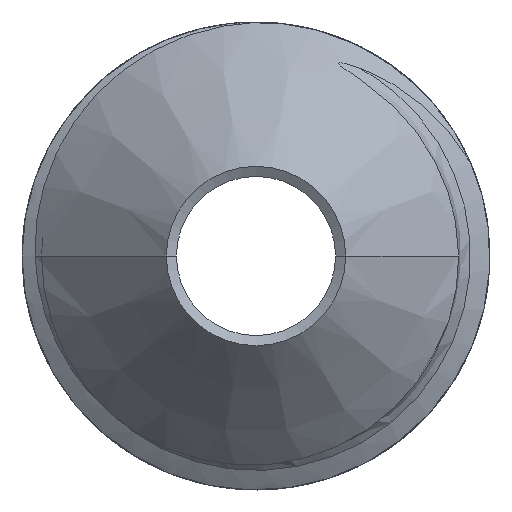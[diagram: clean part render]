
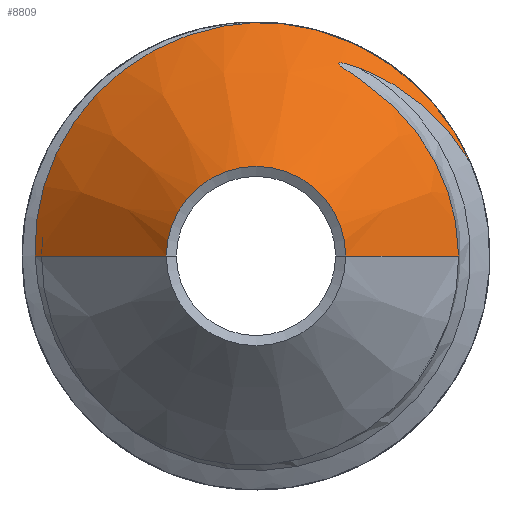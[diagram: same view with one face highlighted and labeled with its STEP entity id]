
A CAD part, left-side view. The second image highlights one B-rep face of the part: STEP entity #8809.
In plain terms, the highlighted conical face has half-angle 45 degrees and reference radius 1.038 mm.
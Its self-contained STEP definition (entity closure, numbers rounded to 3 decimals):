
#1732=CARTESIAN_POINT('',(0.925,0.,0.));
#1733=DIRECTION('',(1.,0.,0.));
#1734=DIRECTION('',(0.,-0.094,0.996));
#1735=AXIS2_PLACEMENT_3D('',#1732,#1733,#1734);
#4287=CARTESIAN_POINT('',(0.841,1.416,0.));
#4288=CARTESIAN_POINT('',(0.844,1.419,
0.087));
#4289=CARTESIAN_POINT('',(0.85,1.409,
0.263));
#4290=CARTESIAN_POINT('',(0.86,1.345,
0.521));
#4291=CARTESIAN_POINT('',(0.869,1.235,
0.763));
#4292=CARTESIAN_POINT('',(0.878,1.081,
0.984));
#4293=CARTESIAN_POINT('',(0.888,0.889,
1.172));
#4294=CARTESIAN_POINT('',(0.897,0.658,
1.327));
#4295=CARTESIAN_POINT('',(0.907,0.401,
1.435));
#4296=CARTESIAN_POINT('',(0.916,0.131,
1.493));
#4297=CARTESIAN_POINT('',(0.922,-0.051,
1.499));
#4298=CARTESIAN_POINT('',(0.925,-0.141,1.493));
#4305=DIRECTION('',(0.707,0.707,0.));
#4306=VECTOR('',#4305,1.189);
#4307=CARTESIAN_POINT('',(0.,0.575,0.));
#4308=LINE('',#4307,#4306);
#4309=DIRECTION('',(0.707,-0.707,0.));
#4310=VECTOR('',#4309,1.024);
#4311=CARTESIAN_POINT('',(0.,-0.575,0.));
#4312=LINE('',#4311,#4310);
#4313=CARTESIAN_POINT('',(0.,0.,0.));
#4314=DIRECTION('',(1.,0.,0.));
#4315=DIRECTION('',(0.,1.,0.));
#4316=AXIS2_PLACEMENT_3D('',#4313,#4314,#4315);
#4318=CARTESIAN_POINT('',(0.925,-1.377,0.595));
#4319=CARTESIAN_POINT('',(0.915,-1.334,
0.667));
#4320=CARTESIAN_POINT('',(0.894,-1.239,
0.802));
#4321=CARTESIAN_POINT('',(0.863,-1.065,
0.975));
#4322=CARTESIAN_POINT('',(0.831,-0.871,
1.112));
#4323=CARTESIAN_POINT('',(0.81,-0.73,
1.18));
#4324=CARTESIAN_POINT('',(0.8,-0.658,1.208));
#5156=CARTESIAN_POINT('',(0.8,-0.658,1.208));
#5157=CARTESIAN_POINT('',(0.799,-0.654,
1.209));
#5158=CARTESIAN_POINT('',(0.798,-0.646,
1.212));
#5159=CARTESIAN_POINT('',(0.797,-0.635,
1.216));
#5160=CARTESIAN_POINT('',(0.795,-0.624,
1.219));
#5161=CARTESIAN_POINT('',(0.793,-0.614,
1.223));
#5162=CARTESIAN_POINT('',(0.792,-0.605,
1.226));
#5163=CARTESIAN_POINT('',(0.79,-0.595,
1.228));
#5164=CARTESIAN_POINT('',(0.788,-0.586,
1.231));
#5165=CARTESIAN_POINT('',(0.786,-0.578,
1.233));
#5166=CARTESIAN_POINT('',(0.784,-0.57,
1.234));
#5167=CARTESIAN_POINT('',(0.783,-0.562,
1.236));
#5168=CARTESIAN_POINT('',(0.781,-0.555,
1.237));
#5169=CARTESIAN_POINT('',(0.779,-0.549,
1.237));
#5170=CARTESIAN_POINT('',(0.776,-0.542,
1.238));
#5171=CARTESIAN_POINT('',(0.774,-0.537,
1.238));
#5172=CARTESIAN_POINT('',(0.771,-0.532,
1.236));
#5173=CARTESIAN_POINT('',(0.767,-0.529,
1.233));
#5174=CARTESIAN_POINT('',(0.764,-0.53,
1.229));
#5175=CARTESIAN_POINT('',(0.761,-0.534,
1.224));
#5176=CARTESIAN_POINT('',(0.759,-0.539,
1.22));
#5177=CARTESIAN_POINT('',(0.757,-0.543,
1.216));
#5178=CARTESIAN_POINT('',(0.755,-0.549,
1.212));
#5179=CARTESIAN_POINT('',(0.754,-0.555,
1.208));
#5180=CARTESIAN_POINT('',(0.753,-0.561,
1.203));
#5181=CARTESIAN_POINT('',(0.751,-0.568,
1.198));
#5182=CARTESIAN_POINT('',(0.75,-0.576,
1.193));
#5183=CARTESIAN_POINT('',(0.748,-0.585,
1.187));
#5184=CARTESIAN_POINT('',(0.747,-0.594,
1.181));
#5185=CARTESIAN_POINT('',(0.746,-0.604,
1.175));
#5186=CARTESIAN_POINT('',(0.745,-0.615,
1.168));
#5187=CARTESIAN_POINT('',(0.743,-0.627,
1.16));
#5188=CARTESIAN_POINT('',(0.742,-0.639,
1.151));
#5189=CARTESIAN_POINT('',(0.741,-0.653,
1.142));
#5190=CARTESIAN_POINT('',(0.74,-0.668,
1.132));
#5191=CARTESIAN_POINT('',(0.738,-0.684,
1.121));
#5192=CARTESIAN_POINT('',(0.737,-0.702,
1.109));
#5193=CARTESIAN_POINT('',(0.736,-0.72,
1.095));
#5194=CARTESIAN_POINT('',(0.735,-0.74,
1.081));
#5195=CARTESIAN_POINT('',(0.733,-0.762,
1.064));
#5196=CARTESIAN_POINT('',(0.732,-0.784,
1.046));
#5197=CARTESIAN_POINT('',(0.731,-0.809,
1.026));
#5198=CARTESIAN_POINT('',(0.73,-0.835,
1.003));
#5199=CARTESIAN_POINT('',(0.729,-0.862,
0.979));
#5200=CARTESIAN_POINT('',(0.728,-0.89,
0.952));
#5201=CARTESIAN_POINT('',(0.727,-0.919,
0.923));
#5202=CARTESIAN_POINT('',(0.726,-0.948,
0.891));
#5203=CARTESIAN_POINT('',(0.725,-0.979,
0.856));
#5204=CARTESIAN_POINT('',(0.725,-1.011,
0.817));
#5205=CARTESIAN_POINT('',(0.724,-1.044,
0.773));
#5206=CARTESIAN_POINT('',(0.723,-1.079,
0.723));
#5207=CARTESIAN_POINT('',(0.723,-1.114,
0.667));
#5208=CARTESIAN_POINT('',(0.722,-1.15,
0.603));
#5209=CARTESIAN_POINT('',(0.722,-1.185,
0.53));
#5210=CARTESIAN_POINT('',(0.722,-1.218,
0.448));
#5211=CARTESIAN_POINT('',(0.722,-1.249,
0.355));
#5212=CARTESIAN_POINT('',(0.722,-1.275,
0.25));
#5213=CARTESIAN_POINT('',(0.723,-1.293,
0.132));
#5214=CARTESIAN_POINT('',(0.724,-1.299,
0.045));
#5215=CARTESIAN_POINT('',(0.724,-1.299,
0.));
#5634=CARTESIAN_POINT('',(0.,0.575,0.));
#5635=CARTESIAN_POINT('',(0.841,1.416,0.));
#5636=VERTEX_POINT('',#5634);
#5637=VERTEX_POINT('',#5635);
#5638=CARTESIAN_POINT('',(0.,-0.575,0.));
#5639=CARTESIAN_POINT('',(0.724,-1.299,
0.));
#5640=VERTEX_POINT('',#5638);
#5641=VERTEX_POINT('',#5639);
#5674=CARTESIAN_POINT('',(0.925,-0.141,1.493));
#5675=CARTESIAN_POINT('',(0.925,-1.377,0.595));
#5676=VERTEX_POINT('',#5674);
#5677=VERTEX_POINT('',#5675);
#5708=VERTEX_POINT('',#4324);
#8792=CARTESIAN_POINT('',(0.463,0.,0.));
#8793=DIRECTION('',(1.,0.,0.));
#8794=DIRECTION('',(0.,-1.,0.));
#8795=AXIS2_PLACEMENT_3D('',#8792,#8793,#8794);
#8796=CONICAL_SURFACE('',#8795,1.038,45.);
#8797=ORIENTED_EDGE('',*,*,#8780,.T.);
#8798=ORIENTED_EDGE('',*,*,#8770,.T.);
#8799=ORIENTED_EDGE('',*,*,#6239,.T.);
#8801=ORIENTED_EDGE('',*,*,#8800,.T.);
#8803=ORIENTED_EDGE('',*,*,#8802,.T.);
#8804=ORIENTED_EDGE('',*,*,#8784,.F.);
#8806=ORIENTED_EDGE('',*,*,#8805,.F.);
#8807=EDGE_LOOP('',(#8797,#8798,#8799,#8801,#8803,#8804,#8806));
#8808=FACE_OUTER_BOUND('',#8807,.F.);
#1736=CIRCLE('',#1735,1.5);
#4299=B_SPLINE_CURVE_WITH_KNOTS('',3,(#4287,#4288,#4289,#4290,#4291,#4292,#4293,
#4294,#4295,#4296,#4297,#4298),.UNSPECIFIED.,.F.,.F.,(4,1,1,1,1,1,1,1,1,4),
(0.,0.111,0.222,0.333,0.444,
0.556,0.667,0.778,0.889,1.),
.UNSPECIFIED.);
#4317=CIRCLE('',#4316,0.575);
#4325=B_SPLINE_CURVE_WITH_KNOTS('',3,(#4318,#4319,#4320,#4321,#4322,#4323,
#4324),.UNSPECIFIED.,.F.,.F.,(4,1,1,1,4),(0.,0.25,0.5,0.75,1.),
.UNSPECIFIED.);
#5216=B_SPLINE_CURVE_WITH_KNOTS('',3,(#5156,#5157,#5158,#5159,#5160,#5161,#5162,
#5163,#5164,#5165,#5166,#5167,#5168,#5169,#5170,#5171,#5172,#5173,#5174,#5175,
#5176,#5177,#5178,#5179,#5180,#5181,#5182,#5183,#5184,#5185,#5186,#5187,#5188,
#5189,#5190,#5191,#5192,#5193,#5194,#5195,#5196,#5197,#5198,#5199,#5200,#5201,
#5202,#5203,#5204,#5205,#5206,#5207,#5208,#5209,#5210,#5211,#5212,#5213,#5214,
#5215),.UNSPECIFIED.,.F.,.F.,(4,1,1,1,1,1,1,1,1,1,1,1,1,1,1,1,1,1,1,1,1,1,1,1,1,
1,1,1,1,1,1,1,1,1,1,1,1,1,1,1,1,1,1,1,1,1,1,1,1,1,1,1,1,1,1,1,1,4),(0.,
0.018,0.035,0.053,0.07,
0.088,0.105,0.123,0.14,
0.158,0.175,0.193,0.211,
0.228,0.246,0.263,0.281,
0.298,0.316,0.333,0.351,
0.368,0.386,0.404,0.421,
0.439,0.456,0.474,0.491,
0.509,0.526,0.544,0.561,
0.579,0.596,0.614,0.632,
0.649,0.667,0.684,0.702,
0.719,0.737,0.754,0.772,
0.789,0.807,0.825,0.842,
0.86,0.877,0.895,0.912,
0.93,0.947,0.965,0.982,1.),
.UNSPECIFIED.);
#6239=EDGE_CURVE('',#5676,#5677,#1736,.T.);
#8770=EDGE_CURVE('',#5637,#5676,#4299,.T.);
#8780=EDGE_CURVE('',#5636,#5637,#4308,.T.);
#8784=EDGE_CURVE('',#5640,#5641,#4312,.T.);
#8800=EDGE_CURVE('',#5677,#5708,#4325,.T.);
#8802=EDGE_CURVE('',#5708,#5641,#5216,.T.);
#8805=EDGE_CURVE('',#5636,#5640,#4317,.T.);
#8809=ADVANCED_FACE('',(#8808),#8796,.T.);
